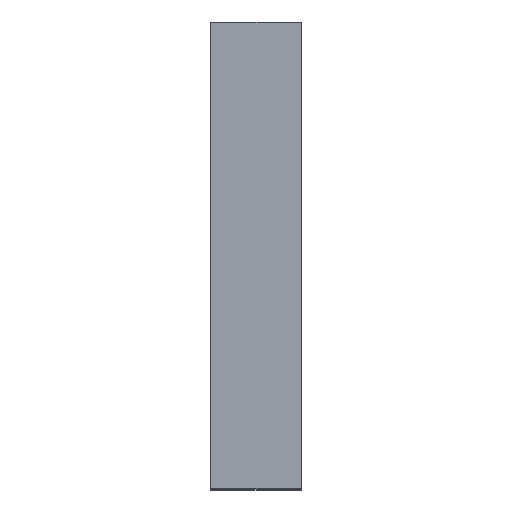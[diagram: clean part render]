
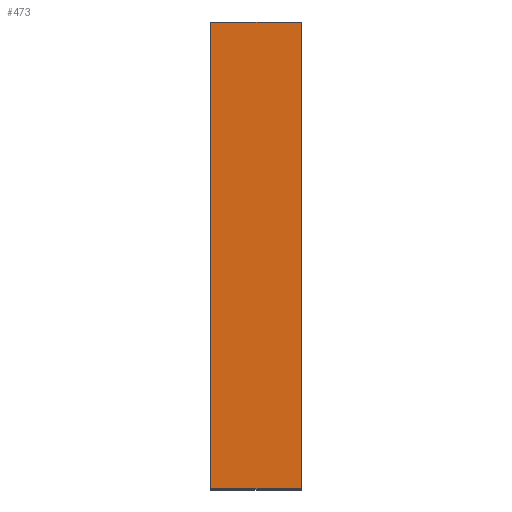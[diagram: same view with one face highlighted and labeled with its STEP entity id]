
A CAD part, top view. The second image highlights one B-rep face of the part: STEP entity #473.
In plain terms, the highlighted planar face has unit normal (0, 0, 1).
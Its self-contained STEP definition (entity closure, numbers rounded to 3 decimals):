
#32 = VECTOR ( 'NONE', #45, 1000. ) ;
#45 = DIRECTION ( 'NONE',  ( -1., 0., 0. ) ) ;
#138 = CARTESIAN_POINT ( 'NONE',  ( 112.3, -0.1, 22.85 ) ) ;
#152 = VECTOR ( 'NONE', #781, 1000. ) ;
#185 = DIRECTION ( 'NONE',  ( 0., -1., 0. ) ) ;
#219 = EDGE_CURVE ( 'NONE', #700, #914, #795, .T. ) ;
#257 = VECTOR ( 'NONE', #185, 1000. ) ;
#321 = CARTESIAN_POINT ( 'NONE',  ( 112.3, -20.6, 22.85 ) ) ;
#337 = FACE_OUTER_BOUND ( 'NONE', #719, .T. ) ;
#341 = LINE ( 'NONE', #553, #152 ) ;
#403 = PLANE ( 'NONE',  #853 ) ;
#405 = CARTESIAN_POINT ( 'NONE',  ( 112.3, -20.6, 22.85 ) ) ;
#422 = DIRECTION ( 'NONE',  ( -1., 0., 0. ) ) ;
#433 = CARTESIAN_POINT ( 'NONE',  ( 112.3, -20.6, 22.85 ) ) ;
#435 = EDGE_CURVE ( 'NONE', #775, #892, #625, .T. ) ;
#455 = VECTOR ( 'NONE', #422, 1000. ) ;
#467 = ORIENTED_EDGE ( 'NONE', *, *, #487, .F. ) ;
#473 = ADVANCED_FACE ( 'NONE', ( #337 ), #403, .F. ) ;
#487 = EDGE_CURVE ( 'NONE', #700, #775, #341, .T. ) ;
#532 = EDGE_CURVE ( 'NONE', #914, #892, #688, .T. ) ;
#553 = CARTESIAN_POINT ( 'NONE',  ( 112.3, -20.6, 22.85 ) ) ;
#624 = ORIENTED_EDGE ( 'NONE', *, *, #532, .T. ) ;
#625 = LINE ( 'NONE', #321, #32 ) ;
#628 = DIRECTION ( 'NONE',  ( 0., 0., -1. ) ) ;
#688 = LINE ( 'NONE', #836, #257 ) ;
#700 = VERTEX_POINT ( 'NONE', #754 ) ;
#719 = EDGE_LOOP ( 'NONE', ( #624, #860, #467, #930 ) ) ;
#754 = CARTESIAN_POINT ( 'NONE',  ( 112.3, -0.1, 22.85 ) ) ;
#775 = VERTEX_POINT ( 'NONE', #433 ) ;
#781 = DIRECTION ( 'NONE',  ( 0., -1., 0. ) ) ;
#795 = LINE ( 'NONE', #138, #455 ) ;
#816 = CARTESIAN_POINT ( 'NONE',  ( 108.3, -0.1, 22.85 ) ) ;
#836 = CARTESIAN_POINT ( 'NONE',  ( 108.3, -20.6, 22.85 ) ) ;
#853 = AXIS2_PLACEMENT_3D ( 'NONE', #405, #628, #923 ) ;
#860 = ORIENTED_EDGE ( 'NONE', *, *, #435, .F. ) ;
#892 = VERTEX_POINT ( 'NONE', #908 ) ;
#908 = CARTESIAN_POINT ( 'NONE',  ( 108.3, -20.6, 22.85 ) ) ;
#914 = VERTEX_POINT ( 'NONE', #816 ) ;
#923 = DIRECTION ( 'NONE',  ( -1., 0., 0. ) ) ;
#930 = ORIENTED_EDGE ( 'NONE', *, *, #219, .T. ) ;
